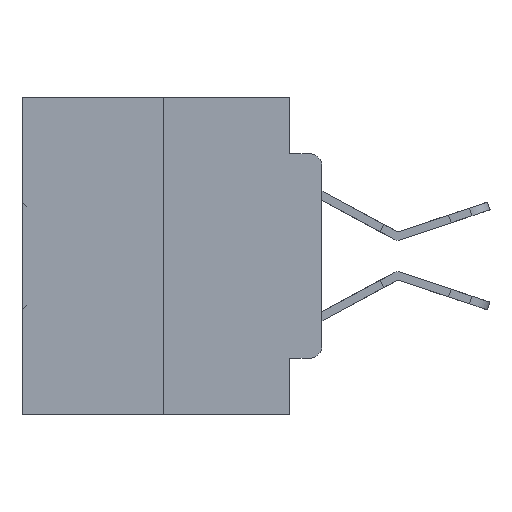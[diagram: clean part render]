
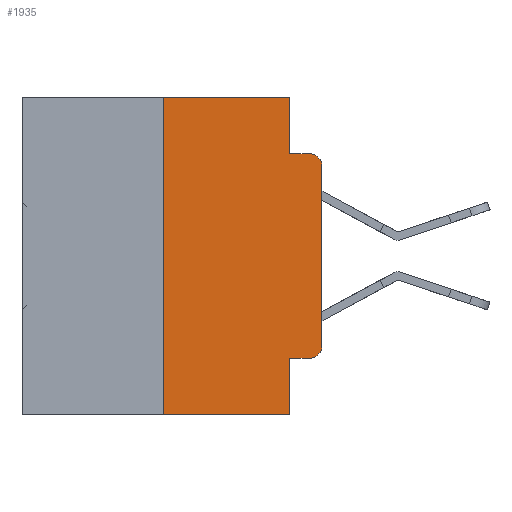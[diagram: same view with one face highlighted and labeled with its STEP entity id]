
A CAD part, left-side view. The second image highlights one B-rep face of the part: STEP entity #1935.
In plain terms, the highlighted planar face has unit normal (-1, 0, 0).
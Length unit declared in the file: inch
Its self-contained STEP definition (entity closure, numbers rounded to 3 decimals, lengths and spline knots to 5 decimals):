
#728 = EDGE_LOOP ( 'NONE', ( #12867, #16274, #30484, #11568, #6771, #24636, #26300, #14616, #2421, #5027 ) ) ;
#1318 = CARTESIAN_POINT ( 'NONE',  ( 0., 0.051, -0.0885 ) ) ;
#1674 = VECTOR ( 'NONE', #32078, 39.37008 ) ;
#1935 = ADVANCED_FACE ( 'NONE', ( #6213 ), #15254, .F. ) ;
#2421 = ORIENTED_EDGE ( 'NONE', *, *, #27739, .T. ) ;
#3338 = EDGE_CURVE ( 'NONE', #4331, #20254, #5252, .T. ) ;
#3591 = LINE ( 'NONE', #1318, #11013 ) ;
#4331 = VERTEX_POINT ( 'NONE', #10852 ) ;
#4663 = DIRECTION ( 'NONE',  ( 0., -1., 0. ) ) ;
#5027 = ORIENTED_EDGE ( 'NONE', *, *, #10835, .T. ) ;
#5252 = CIRCLE ( 'NONE', #23719, 0.02 ) ;
#5603 = VERTEX_POINT ( 'NONE', #6788 ) ;
#6006 = CARTESIAN_POINT ( 'NONE',  ( 0., 0.02, -0.1085 ) ) ;
#6213 = FACE_OUTER_BOUND ( 'NONE', #728, .T. ) ;
#6771 = ORIENTED_EDGE ( 'NONE', *, *, #13090, .F. ) ;
#6788 = CARTESIAN_POINT ( 'NONE',  ( 0., 0., -0.3915 ) ) ;
#6991 = VECTOR ( 'NONE', #11738, 39.37008 ) ;
#8323 = CARTESIAN_POINT ( 'NONE',  ( 0., 0., 0. ) ) ;
#8408 = CIRCLE ( 'NONE', #12882, 0.02 ) ;
#8749 = LINE ( 'NONE', #8950, #6991 ) ;
#8845 = DIRECTION ( 'NONE',  ( 0., 0., -1. ) ) ;
#8950 = CARTESIAN_POINT ( 'NONE',  ( 0., 0.051, -0.4115 ) ) ;
#9454 = EDGE_CURVE ( 'NONE', #15376, #31630, #11012, .T. ) ;
#9481 = VERTEX_POINT ( 'NONE', #17660 ) ;
#9885 = DIRECTION ( 'NONE',  ( 0., 0., 1. ) ) ;
#10544 = CARTESIAN_POINT ( 'NONE',  ( 0., 0.473, 0. ) ) ;
#10571 = CARTESIAN_POINT ( 'NONE',  ( 0., 0.473, 0. ) ) ;
#10642 = CARTESIAN_POINT ( 'NONE',  ( 0., 0.25, 0. ) ) ;
#10835 = EDGE_CURVE ( 'NONE', #22079, #5603, #8408, .T. ) ;
#10852 = CARTESIAN_POINT ( 'NONE',  ( 0., 0., -0.1085 ) ) ;
#11012 = LINE ( 'NONE', #12059, #24506 ) ;
#11013 = VECTOR ( 'NONE', #12420, 39.37008 ) ;
#11214 = CARTESIAN_POINT ( 'NONE',  ( 0., 0.25, -0.5 ) ) ;
#11568 = ORIENTED_EDGE ( 'NONE', *, *, #32440, .F. ) ;
#11738 = DIRECTION ( 'NONE',  ( 0., -1., 0. ) ) ;
#11813 = VECTOR ( 'NONE', #4663, 39.37008 ) ;
#12059 = CARTESIAN_POINT ( 'NONE',  ( 0., 0.051, 0. ) ) ;
#12420 = DIRECTION ( 'NONE',  ( 0., -1., 0. ) ) ;
#12867 = ORIENTED_EDGE ( 'NONE', *, *, #23064, .T. ) ;
#12882 = AXIS2_PLACEMENT_3D ( 'NONE', #29017, #12953, #31695 ) ;
#12953 = DIRECTION ( 'NONE',  ( -1., 0., 0. ) ) ;
#13090 = EDGE_CURVE ( 'NONE', #9481, #30514, #22699, .T. ) ;
#13100 = CARTESIAN_POINT ( 'NONE',  ( 0., 0.473, -0.5 ) ) ;
#13761 = LINE ( 'NONE', #10642, #33451 ) ;
#14565 = CARTESIAN_POINT ( 'NONE',  ( 0., 0.051, 0. ) ) ;
#14569 = CARTESIAN_POINT ( 'NONE',  ( 0., 0.02, -0.4115 ) ) ;
#14616 = ORIENTED_EDGE ( 'NONE', *, *, #9454, .F. ) ;
#14725 = VERTEX_POINT ( 'NONE', #16538 ) ;
#15214 = EDGE_CURVE ( 'NONE', #15342, #9481, #13761, .T. ) ;
#15254 = PLANE ( 'NONE',  #30635 ) ;
#15302 = DIRECTION ( 'NONE',  ( 1., 0., 0. ) ) ;
#15342 = VERTEX_POINT ( 'NONE', #11214 ) ;
#15376 = VERTEX_POINT ( 'NONE', #30155 ) ;
#15464 = DIRECTION ( 'NONE',  ( 0., 0., -1. ) ) ;
#15668 = CARTESIAN_POINT ( 'NONE',  ( 0., 0.051, 0. ) ) ;
#16274 = ORIENTED_EDGE ( 'NONE', *, *, #3338, .T. ) ;
#16538 = CARTESIAN_POINT ( 'NONE',  ( 0., 0.051, -0.0885 ) ) ;
#16799 = VECTOR ( 'NONE', #28751, 39.37008 ) ;
#16829 = VECTOR ( 'NONE', #9885, 39.37008 ) ;
#17277 = CARTESIAN_POINT ( 'NONE',  ( 0., 0.02, -0.0885 ) ) ;
#17660 = CARTESIAN_POINT ( 'NONE',  ( 0., 0.25, 0. ) ) ;
#19886 = LINE ( 'NONE', #13100, #11813 ) ;
#20254 = VERTEX_POINT ( 'NONE', #17277 ) ;
#22079 = VERTEX_POINT ( 'NONE', #14569 ) ;
#22699 = LINE ( 'NONE', #10571, #1674 ) ;
#23064 = EDGE_CURVE ( 'NONE', #5603, #4331, #23941, .T. ) ;
#23719 = AXIS2_PLACEMENT_3D ( 'NONE', #6006, #25040, #8845 ) ;
#23941 = LINE ( 'NONE', #8323, #16829 ) ;
#24506 = VECTOR ( 'NONE', #33533, 39.37008 ) ;
#24636 = ORIENTED_EDGE ( 'NONE', *, *, #15214, .F. ) ;
#25040 = DIRECTION ( 'NONE',  ( -1., 0., 0. ) ) ;
#26300 = ORIENTED_EDGE ( 'NONE', *, *, #27422, .T. ) ;
#26603 = EDGE_CURVE ( 'NONE', #14725, #20254, #3591, .T. ) ;
#27102 = CARTESIAN_POINT ( 'NONE',  ( 0., 0.051, -0.5 ) ) ;
#27422 = EDGE_CURVE ( 'NONE', #15342, #31630, #19886, .T. ) ;
#27739 = EDGE_CURVE ( 'NONE', #15376, #22079, #8749, .T. ) ;
#28751 = DIRECTION ( 'NONE',  ( 0., 0., -1. ) ) ;
#29017 = CARTESIAN_POINT ( 'NONE',  ( 0., 0.02, -0.3915 ) ) ;
#30155 = CARTESIAN_POINT ( 'NONE',  ( 0., 0.051, -0.4115 ) ) ;
#30484 = ORIENTED_EDGE ( 'NONE', *, *, #26603, .F. ) ;
#30514 = VERTEX_POINT ( 'NONE', #14565 ) ;
#30635 = AXIS2_PLACEMENT_3D ( 'NONE', #10544, #15302, #15464 ) ;
#31022 = LINE ( 'NONE', #15668, #16799 ) ;
#31630 = VERTEX_POINT ( 'NONE', #27102 ) ;
#31695 = DIRECTION ( 'NONE',  ( 0., 0., -1. ) ) ;
#32078 = DIRECTION ( 'NONE',  ( 0., -1., 0. ) ) ;
#32141 = DIRECTION ( 'NONE',  ( 0., 0., 1. ) ) ;
#32440 = EDGE_CURVE ( 'NONE', #30514, #14725, #31022, .T. ) ;
#33451 = VECTOR ( 'NONE', #32141, 39.37008 ) ;
#33533 = DIRECTION ( 'NONE',  ( 0., 0., -1. ) ) ;
